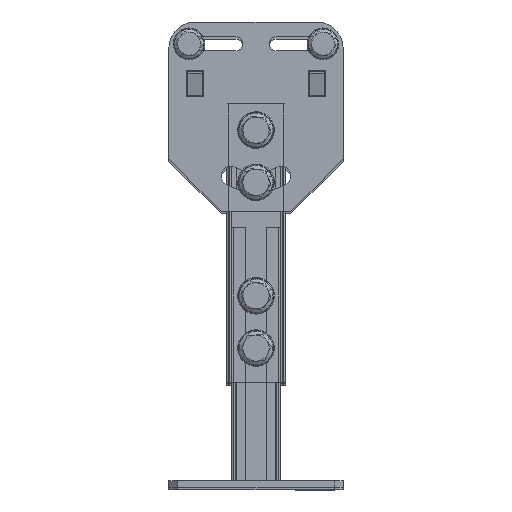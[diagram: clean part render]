
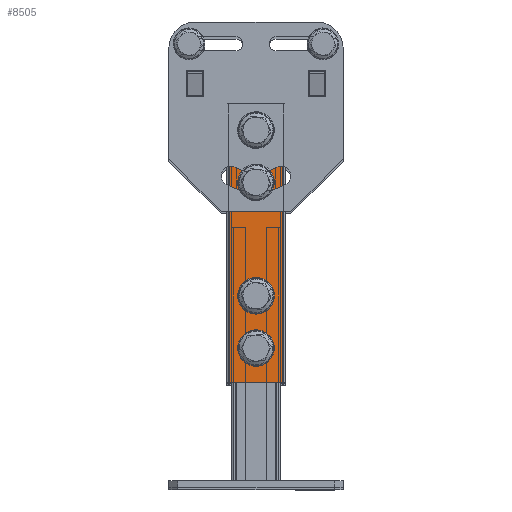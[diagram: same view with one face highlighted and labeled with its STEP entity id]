
A CAD part, top view. The second image highlights one B-rep face of the part: STEP entity #8505.
In plain terms, the highlighted face is planar.
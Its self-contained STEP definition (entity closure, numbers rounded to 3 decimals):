
#42 = CARTESIAN_POINT ( 'NONE',  ( -17., 160., 17. ) ) ;
#48 = CARTESIAN_POINT ( 'NONE',  ( -17., 145., 5.1 ) ) ;
#182 = CARTESIAN_POINT ( 'NONE',  ( -17., 115., 0. ) ) ;
#225 = EDGE_LOOP ( 'NONE', ( #2714, #3040 ) ) ;
#282 = CIRCLE ( 'NONE', #6434, 5.1 ) ;
#410 = ORIENTED_EDGE ( 'NONE', *, *, #3761, .F. ) ;
#435 = ORIENTED_EDGE ( 'NONE', *, *, #9048, .F. ) ;
#525 = VERTEX_POINT ( 'NONE', #6554 ) ;
#685 = DIRECTION ( 'NONE',  ( -1., 0., 0. ) ) ;
#696 = EDGE_LOOP ( 'NONE', ( #2415, #10320 ) ) ;
#729 = DIRECTION ( 'NONE',  ( 0., 0., 1. ) ) ;
#731 = VERTEX_POINT ( 'NONE', #10136 ) ;
#853 = LINE ( 'NONE', #9834, #3337 ) ;
#855 = DIRECTION ( 'NONE',  ( -1., 0., 0. ) ) ;
#1218 = DIRECTION ( 'NONE',  ( -1., 0., 0. ) ) ;
#1279 = LINE ( 'NONE', #5693, #2965 ) ;
#1329 = EDGE_LOOP ( 'NONE', ( #3824, #8473 ) ) ;
#1331 = VECTOR ( 'NONE', #5168, 1000. ) ;
#1564 = DIRECTION ( 'NONE',  ( 0., 0., 1. ) ) ;
#1849 = CARTESIAN_POINT ( 'NONE',  ( -17., 20., 5.1 ) ) ;
#1872 = CIRCLE ( 'NONE', #2816, 5.1 ) ;
#2286 = CIRCLE ( 'NONE', #6756, 5.1 ) ;
#2373 = EDGE_CURVE ( 'NONE', #10041, #731, #1279, .T. ) ;
#2415 = ORIENTED_EDGE ( 'NONE', *, *, #9228, .F. ) ;
#2544 = DIRECTION ( 'NONE',  ( 0., 0., 1. ) ) ;
#2618 = DIRECTION ( 'NONE',  ( 0., 0., 1. ) ) ;
#2677 = CARTESIAN_POINT ( 'NONE',  ( -17., 115., -5.1 ) ) ;
#2714 = ORIENTED_EDGE ( 'NONE', *, *, #7098, .F. ) ;
#2816 = AXIS2_PLACEMENT_3D ( 'NONE', #9211, #855, #2544 ) ;
#2860 = AXIS2_PLACEMENT_3D ( 'NONE', #4944, #5803, #6688 ) ;
#2938 = CARTESIAN_POINT ( 'NONE',  ( -17., 115., 5.1 ) ) ;
#2965 = VECTOR ( 'NONE', #1564, 1000. ) ;
#2991 = CARTESIAN_POINT ( 'NONE',  ( -17., 50., -5.1 ) ) ;
#3040 = ORIENTED_EDGE ( 'NONE', *, *, #6457, .F. ) ;
#3255 = CIRCLE ( 'NONE', #3417, 5.1 ) ;
#3291 = AXIS2_PLACEMENT_3D ( 'NONE', #42, #7478, #6578 ) ;
#3337 = VECTOR ( 'NONE', #3434, 1000. ) ;
#3417 = AXIS2_PLACEMENT_3D ( 'NONE', #3695, #1218, #6228 ) ;
#3434 = DIRECTION ( 'NONE',  ( 0., 0., 1. ) ) ;
#3479 = CARTESIAN_POINT ( 'NONE',  ( -17., 160., 16. ) ) ;
#3542 = DIRECTION ( 'NONE',  ( 0., 0., 1. ) ) ;
#3547 = VERTEX_POINT ( 'NONE', #1849 ) ;
#3657 = CIRCLE ( 'NONE', #5464, 5.1 ) ;
#3695 = CARTESIAN_POINT ( 'NONE',  ( -17., 50., 0. ) ) ;
#3761 = EDGE_CURVE ( 'NONE', #3943, #525, #2286, .T. ) ;
#3824 = ORIENTED_EDGE ( 'NONE', *, *, #7302, .F. ) ;
#3940 = CARTESIAN_POINT ( 'NONE',  ( -17., 160., -16. ) ) ;
#3943 = VERTEX_POINT ( 'NONE', #48 ) ;
#4085 = ORIENTED_EDGE ( 'NONE', *, *, #5383, .T. ) ;
#4239 = LINE ( 'NONE', #3940, #10057 ) ;
#4359 = CARTESIAN_POINT ( 'NONE',  ( -17., 20., 0. ) ) ;
#4372 = CARTESIAN_POINT ( 'NONE',  ( -17., 160., -16. ) ) ;
#4453 = VERTEX_POINT ( 'NONE', #2991 ) ;
#4454 = CARTESIAN_POINT ( 'NONE',  ( -17., 0., -16. ) ) ;
#4684 = EDGE_CURVE ( 'NONE', #8066, #10550, #1872, .T. ) ;
#4709 = CARTESIAN_POINT ( 'NONE',  ( -17., 145., 0. ) ) ;
#4757 = EDGE_LOOP ( 'NONE', ( #6690, #4085, #435, #5629 ) ) ;
#4944 = CARTESIAN_POINT ( 'NONE',  ( -17., 145., 0. ) ) ;
#5166 = CIRCLE ( 'NONE', #2860, 5.1 ) ;
#5168 = DIRECTION ( 'NONE',  ( 0., 1., 0. ) ) ;
#5347 = DIRECTION ( 'NONE',  ( -1., 0., 0. ) ) ;
#5383 = EDGE_CURVE ( 'NONE', #731, #7535, #9768, .T. ) ;
#5405 = FACE_OUTER_BOUND ( 'NONE', #4757, .T. ) ;
#5464 = AXIS2_PLACEMENT_3D ( 'NONE', #6153, #5347, #6190 ) ;
#5629 = ORIENTED_EDGE ( 'NONE', *, *, #8959, .T. ) ;
#5693 = CARTESIAN_POINT ( 'NONE',  ( -17., 0., 17. ) ) ;
#5765 = VERTEX_POINT ( 'NONE', #7927 ) ;
#5798 = AXIS2_PLACEMENT_3D ( 'NONE', #182, #9356, #3542 ) ;
#5803 = DIRECTION ( 'NONE',  ( -1., 0., 0. ) ) ;
#5849 = CARTESIAN_POINT ( 'NONE',  ( -17., 20., -5.1 ) ) ;
#5862 = PLANE ( 'NONE',  #3291 ) ;
#5901 = CIRCLE ( 'NONE', #5798, 5.1 ) ;
#6070 = FACE_BOUND ( 'NONE', #696, .T. ) ;
#6153 = CARTESIAN_POINT ( 'NONE',  ( -17., 20., 0. ) ) ;
#6190 = DIRECTION ( 'NONE',  ( 0., 0., 1. ) ) ;
#6228 = DIRECTION ( 'NONE',  ( 0., 0., 1. ) ) ;
#6434 = AXIS2_PLACEMENT_3D ( 'NONE', #7308, #685, #729 ) ;
#6457 = EDGE_CURVE ( 'NONE', #7576, #3547, #3657, .T. ) ;
#6554 = CARTESIAN_POINT ( 'NONE',  ( -17., 145., -5.1 ) ) ;
#6578 = DIRECTION ( 'NONE',  ( 0., 0., -1. ) ) ;
#6688 = DIRECTION ( 'NONE',  ( 0., 0., 1. ) ) ;
#6690 = ORIENTED_EDGE ( 'NONE', *, *, #2373, .T. ) ;
#6752 = DIRECTION ( 'NONE',  ( -1., 0., 0. ) ) ;
#6756 = AXIS2_PLACEMENT_3D ( 'NONE', #4709, #8861, #10499 ) ;
#7098 = EDGE_CURVE ( 'NONE', #3547, #7576, #8551, .T. ) ;
#7302 = EDGE_CURVE ( 'NONE', #5765, #4453, #3255, .T. ) ;
#7308 = CARTESIAN_POINT ( 'NONE',  ( -17., 50., 0. ) ) ;
#7338 = FACE_BOUND ( 'NONE', #225, .T. ) ;
#7478 = DIRECTION ( 'NONE',  ( 1., 0., 0. ) ) ;
#7535 = VERTEX_POINT ( 'NONE', #3479 ) ;
#7576 = VERTEX_POINT ( 'NONE', #5849 ) ;
#7600 = CARTESIAN_POINT ( 'NONE',  ( -17., 160., 16. ) ) ;
#7927 = CARTESIAN_POINT ( 'NONE',  ( -17., 50., 5.1 ) ) ;
#7975 = EDGE_CURVE ( 'NONE', #4453, #5765, #282, .T. ) ;
#8022 = VERTEX_POINT ( 'NONE', #4372 ) ;
#8066 = VERTEX_POINT ( 'NONE', #2677 ) ;
#8380 = FACE_BOUND ( 'NONE', #10406, .T. ) ;
#8473 = ORIENTED_EDGE ( 'NONE', *, *, #7975, .F. ) ;
#8483 = EDGE_CURVE ( 'NONE', #525, #3943, #5166, .T. ) ;
#8505 = ADVANCED_FACE ( 'NONE', ( #9552, #7338, #8380, #6070, #5405 ), #5862, .F. ) ;
#8515 = AXIS2_PLACEMENT_3D ( 'NONE', #4359, #6752, #2618 ) ;
#8551 = CIRCLE ( 'NONE', #8515, 5.1 ) ;
#8861 = DIRECTION ( 'NONE',  ( -1., 0., 0. ) ) ;
#8959 = EDGE_CURVE ( 'NONE', #8022, #10041, #4239, .T. ) ;
#9048 = EDGE_CURVE ( 'NONE', #8022, #7535, #853, .T. ) ;
#9065 = ORIENTED_EDGE ( 'NONE', *, *, #8483, .F. ) ;
#9211 = CARTESIAN_POINT ( 'NONE',  ( -17., 115., 0. ) ) ;
#9228 = EDGE_CURVE ( 'NONE', #10550, #8066, #5901, .T. ) ;
#9356 = DIRECTION ( 'NONE',  ( -1., 0., 0. ) ) ;
#9552 = FACE_BOUND ( 'NONE', #1329, .T. ) ;
#9768 = LINE ( 'NONE', #7600, #1331 ) ;
#9834 = CARTESIAN_POINT ( 'NONE',  ( -17., 160., 17. ) ) ;
#10041 = VERTEX_POINT ( 'NONE', #4454 ) ;
#10057 = VECTOR ( 'NONE', #10709, 1000. ) ;
#10136 = CARTESIAN_POINT ( 'NONE',  ( -17., 0., 16. ) ) ;
#10320 = ORIENTED_EDGE ( 'NONE', *, *, #4684, .F. ) ;
#10406 = EDGE_LOOP ( 'NONE', ( #410, #9065 ) ) ;
#10499 = DIRECTION ( 'NONE',  ( 0., 0., 1. ) ) ;
#10550 = VERTEX_POINT ( 'NONE', #2938 ) ;
#10709 = DIRECTION ( 'NONE',  ( 0., -1., 0. ) ) ;
